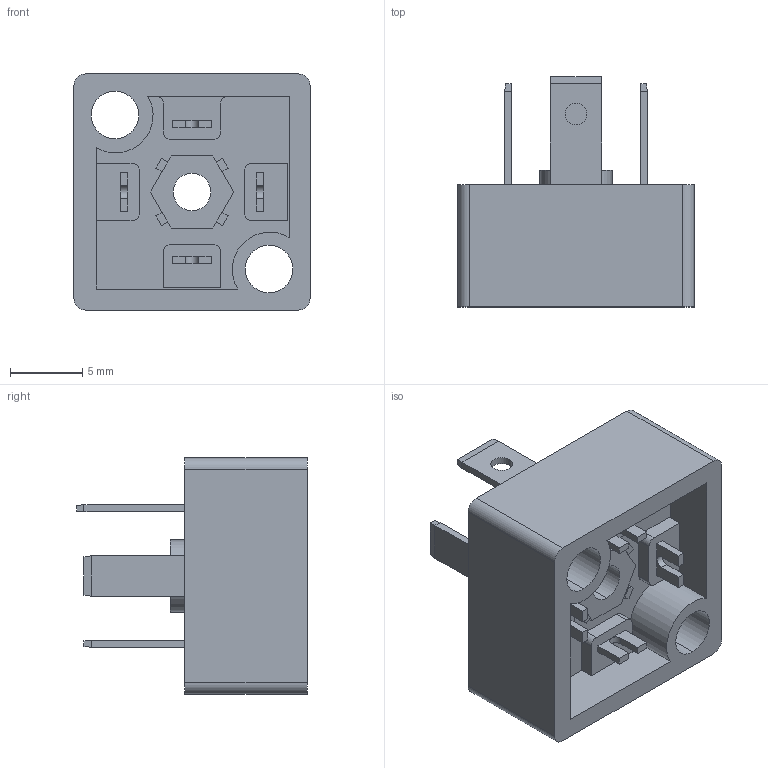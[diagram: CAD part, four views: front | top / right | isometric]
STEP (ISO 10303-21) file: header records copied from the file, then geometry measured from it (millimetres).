
FILE_DESCRIPTION (( 'STEP AP203' ), '1' );
FILE_NAME ('P445.STEP', '2020-04-16T01:47:40', ( 'edpusr' ), ( 'Microsoft' ), 'SwSTEP 2.0', 'SolidWorks 2015', '' );
FILE_SCHEMA (( 'CONFIG_CONTROL_DESIGN' ));
Length unit declared in the file: millimetre
Products named in the file (1): P445
Bounding box: 16.4 x 16 x 16.4 mm (x, y, z)
Volume: 1434.6 mm3; surface area: 2030 mm2
Topology: 1 solids, 1 shells, 314 faces, 820 edges, 536 vertices
Faces by surface type: plane 232, cylinder 51, bspline 31
Entity records: 10935 total; most frequent: CARTESIAN_POINT 3232, ORIENTED_EDGE 1640, DIRECTION 1436, EDGE_CURVE 820, LINE 648, VECTOR 648, VERTEX_POINT 536, AXIS2_PLACEMENT_3D 394
